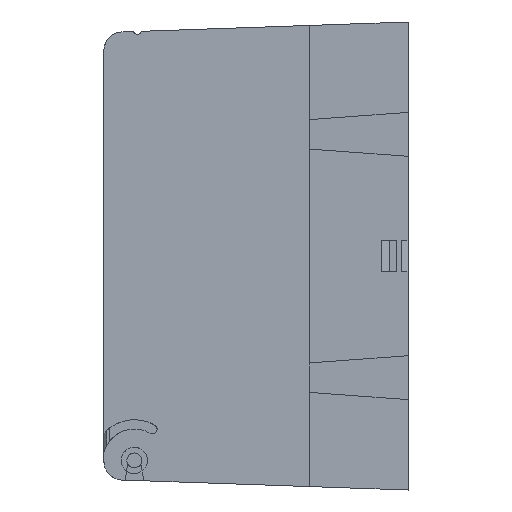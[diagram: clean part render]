
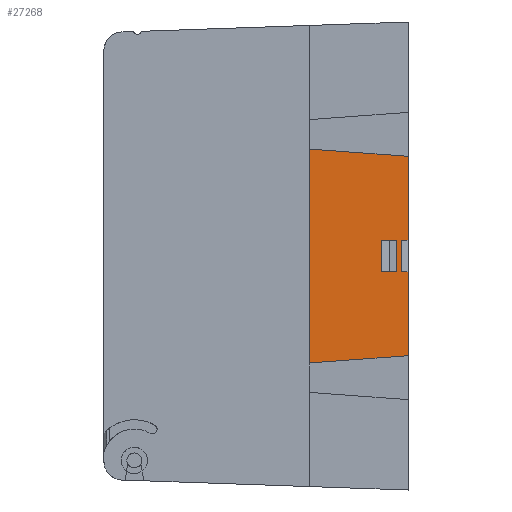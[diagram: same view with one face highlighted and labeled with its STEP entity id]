
A CAD part, left-side view. The second image highlights one B-rep face of the part: STEP entity #27268.
In plain terms, the highlighted planar face has unit normal (-1, 0, 0).
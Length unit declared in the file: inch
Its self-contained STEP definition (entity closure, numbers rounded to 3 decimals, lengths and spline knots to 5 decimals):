
#311 = LINE ( 'NONE', #733, #38554 ) ;
#518 = ORIENTED_EDGE ( 'NONE', *, *, #34942, .T. ) ;
#733 = CARTESIAN_POINT ( 'NONE',  ( -2.6392, -1.675, -1.065 ) ) ;
#1254 = EDGE_LOOP ( 'NONE', ( #34438, #10772, #10507, #34583, #28095, #6956, #25515, #7020 ) ) ;
#1401 = EDGE_LOOP ( 'NONE', ( #14088, #518, #31782, #31657 ) ) ;
#1538 = CARTESIAN_POINT ( 'NONE',  ( -2.6392, -1.3934, 0.17 ) ) ;
#1732 = EDGE_CURVE ( 'NONE', #23327, #23718, #1943, .T. ) ;
#1843 = CARTESIAN_POINT ( 'NONE',  ( -2.6392, -1.3934, 0.17 ) ) ;
#1943 = LINE ( 'NONE', #31372, #25203 ) ;
#2513 = CARTESIAN_POINT ( 'NONE',  ( -2.6392, -0.625, 1.14282 ) ) ;
#4790 = CARTESIAN_POINT ( 'NONE',  ( -2.6392, -1.675, -2.25 ) ) ;
#5130 = VECTOR ( 'NONE', #19734, 39.37008 ) ;
#5178 = DIRECTION ( 'NONE',  ( 0., 1., 0. ) ) ;
#5585 = VECTOR ( 'NONE', #36931, 39.37008 ) ;
#5792 = CARTESIAN_POINT ( 'NONE',  ( -2.6392, -1.555, -0.17 ) ) ;
#6046 = CARTESIAN_POINT ( 'NONE',  ( -2.6392, -1.675, -1.065 ) ) ;
#6394 = VECTOR ( 'NONE', #37048, 39.37008 ) ;
#6503 = LINE ( 'NONE', #18886, #5585 ) ;
#6796 = VECTOR ( 'NONE', #12873, 39.37008 ) ;
#6956 = ORIENTED_EDGE ( 'NONE', *, *, #10463, .T. ) ;
#7020 = ORIENTED_EDGE ( 'NONE', *, *, #29715, .F. ) ;
#7746 = CARTESIAN_POINT ( 'NONE',  ( -2.6392, -1.675, 0.17 ) ) ;
#8022 = EDGE_CURVE ( 'NONE', #23475, #31191, #311, .T. ) ;
#9105 = CARTESIAN_POINT ( 'NONE',  ( -2.6392, -1.605, 0.17 ) ) ;
#9272 = CARTESIAN_POINT ( 'NONE',  ( -2.6392, -1.675, 0.17 ) ) ;
#10463 = EDGE_CURVE ( 'NONE', #31191, #23327, #21570, .T. ) ;
#10507 = ORIENTED_EDGE ( 'NONE', *, *, #29370, .F. ) ;
#10772 = ORIENTED_EDGE ( 'NONE', *, *, #23802, .T. ) ;
#11008 = LINE ( 'NONE', #20256, #25244 ) ;
#11856 = AXIS2_PLACEMENT_3D ( 'NONE', #31130, #12995, #34159 ) ;
#12672 = LINE ( 'NONE', #7746, #35828 ) ;
#12873 = DIRECTION ( 'NONE',  ( 0., 0., -1. ) ) ;
#12995 = DIRECTION ( 'NONE',  ( -1., 0., 0. ) ) ;
#14088 = ORIENTED_EDGE ( 'NONE', *, *, #37871, .F. ) ;
#14856 = LINE ( 'NONE', #33780, #6796 ) ;
#15729 = CARTESIAN_POINT ( 'NONE',  ( -2.6392, -1.555, 0.17 ) ) ;
#15899 = DIRECTION ( 'NONE',  ( 0., 0., 1. ) ) ;
#16331 = CARTESIAN_POINT ( 'NONE',  ( -2.6392, -1.605, -0.17 ) ) ;
#16375 = CARTESIAN_POINT ( 'NONE',  ( -2.6392, -1.3934, -0.17 ) ) ;
#16702 = VERTEX_POINT ( 'NONE', #5792 ) ;
#17729 = VERTEX_POINT ( 'NONE', #15729 ) ;
#17850 = VERTEX_POINT ( 'NONE', #16375 ) ;
#18108 = FACE_OUTER_BOUND ( 'NONE', #1254, .T. ) ;
#18440 = DIRECTION ( 'NONE',  ( 0., 1., 0. ) ) ;
#18484 = VERTEX_POINT ( 'NONE', #1843 ) ;
#18650 = VERTEX_POINT ( 'NONE', #2513 ) ;
#18886 = CARTESIAN_POINT ( 'NONE',  ( -2.6392, -0.625, 2.21333 ) ) ;
#18894 = DIRECTION ( 'NONE',  ( 0., -0.997, 0.074 ) ) ;
#19036 = FACE_BOUND ( 'NONE', #1401, .T. ) ;
#19391 = EDGE_CURVE ( 'NONE', #18650, #23475, #6503, .T. ) ;
#19719 = VERTEX_POINT ( 'NONE', #23627 ) ;
#19734 = DIRECTION ( 'NONE',  ( 0., 0., 1. ) ) ;
#20256 = CARTESIAN_POINT ( 'NONE',  ( -2.6392, -1.3934, -0.17 ) ) ;
#20486 = LINE ( 'NONE', #30465, #36515 ) ;
#20626 = VECTOR ( 'NONE', #37325, 39.37008 ) ;
#20714 = CARTESIAN_POINT ( 'NONE',  ( -2.6392, -0.625, -1.14282 ) ) ;
#21570 = LINE ( 'NONE', #36839, #37543 ) ;
#22761 = VERTEX_POINT ( 'NONE', #9272 ) ;
#23327 = VERTEX_POINT ( 'NONE', #25869 ) ;
#23475 = VERTEX_POINT ( 'NONE', #20714 ) ;
#23627 = CARTESIAN_POINT ( 'NONE',  ( -2.6392, -1.675, 1.065 ) ) ;
#23718 = VERTEX_POINT ( 'NONE', #16331 ) ;
#23802 = EDGE_CURVE ( 'NONE', #22761, #19719, #29269, .T. ) ;
#23935 = VECTOR ( 'NONE', #28825, 39.37008 ) ;
#24721 = VERTEX_POINT ( 'NONE', #9105 ) ;
#25062 = EDGE_CURVE ( 'NONE', #22761, #24721, #12672, .T. ) ;
#25203 = VECTOR ( 'NONE', #31987, 39.37008 ) ;
#25244 = VECTOR ( 'NONE', #5178, 39.37008 ) ;
#25515 = ORIENTED_EDGE ( 'NONE', *, *, #1732, .T. ) ;
#25869 = CARTESIAN_POINT ( 'NONE',  ( -2.6392, -1.675, -0.17 ) ) ;
#27268 = ADVANCED_FACE ( 'NONE', ( #18108, #19036 ), #36999, .T. ) ;
#28095 = ORIENTED_EDGE ( 'NONE', *, *, #8022, .T. ) ;
#28299 = CARTESIAN_POINT ( 'NONE',  ( -2.6392, -0.87239, 1.12449 ) ) ;
#28825 = DIRECTION ( 'NONE',  ( 0., 0., -1. ) ) ;
#29173 = DIRECTION ( 'NONE',  ( 0., 1., 0. ) ) ;
#29269 = LINE ( 'NONE', #4790, #5130 ) ;
#29370 = EDGE_CURVE ( 'NONE', #18650, #19719, #36643, .T. ) ;
#29715 = EDGE_CURVE ( 'NONE', #24721, #23718, #14856, .T. ) ;
#29995 = EDGE_CURVE ( 'NONE', #16702, #17850, #11008, .T. ) ;
#30465 = CARTESIAN_POINT ( 'NONE',  ( -2.6392, -1.3934, 0.17 ) ) ;
#31053 = CARTESIAN_POINT ( 'NONE',  ( -2.6392, -1.555, 0.17 ) ) ;
#31130 = CARTESIAN_POINT ( 'NONE',  ( -2.6392, -0.625, -2.21333 ) ) ;
#31191 = VERTEX_POINT ( 'NONE', #6046 ) ;
#31372 = CARTESIAN_POINT ( 'NONE',  ( -2.6392, -1.675, -0.17 ) ) ;
#31657 = ORIENTED_EDGE ( 'NONE', *, *, #32422, .F. ) ;
#31782 = ORIENTED_EDGE ( 'NONE', *, *, #29995, .T. ) ;
#31987 = DIRECTION ( 'NONE',  ( 0., 1., 0. ) ) ;
#31991 = LINE ( 'NONE', #1538, #23935 ) ;
#32422 = EDGE_CURVE ( 'NONE', #18484, #17850, #31991, .T. ) ;
#33780 = CARTESIAN_POINT ( 'NONE',  ( -2.6392, -1.605, 0.17 ) ) ;
#34159 = DIRECTION ( 'NONE',  ( 0., 0., 1. ) ) ;
#34438 = ORIENTED_EDGE ( 'NONE', *, *, #25062, .F. ) ;
#34583 = ORIENTED_EDGE ( 'NONE', *, *, #19391, .T. ) ;
#34942 = EDGE_CURVE ( 'NONE', #17729, #16702, #38452, .T. ) ;
#35828 = VECTOR ( 'NONE', #29173, 39.37008 ) ;
#36515 = VECTOR ( 'NONE', #18440, 39.37008 ) ;
#36643 = LINE ( 'NONE', #28299, #20626 ) ;
#36839 = CARTESIAN_POINT ( 'NONE',  ( -2.6392, -1.675, -2.25 ) ) ;
#36931 = DIRECTION ( 'NONE',  ( 0., 0., -1. ) ) ;
#36999 = PLANE ( 'NONE',  #11856 ) ;
#37048 = DIRECTION ( 'NONE',  ( 0., 0., -1. ) ) ;
#37325 = DIRECTION ( 'NONE',  ( 0., -0.997, -0.074 ) ) ;
#37543 = VECTOR ( 'NONE', #15899, 39.37008 ) ;
#37871 = EDGE_CURVE ( 'NONE', #17729, #18484, #20486, .T. ) ;
#38452 = LINE ( 'NONE', #31053, #6394 ) ;
#38554 = VECTOR ( 'NONE', #18894, 39.37008 ) ;
